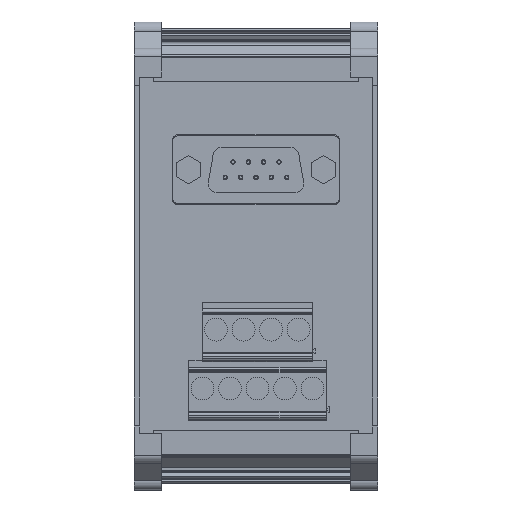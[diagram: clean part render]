
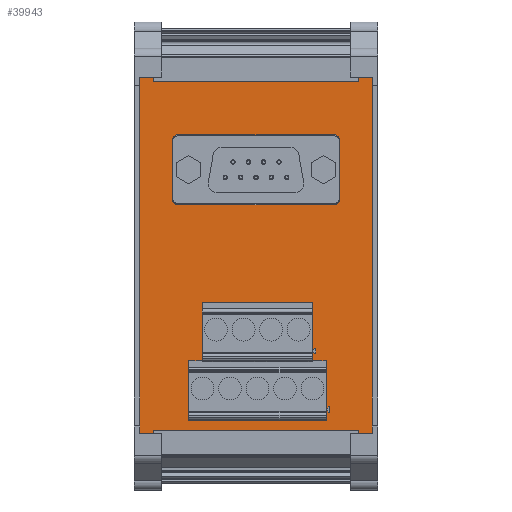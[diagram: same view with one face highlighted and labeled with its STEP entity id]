
A CAD part, top view. The second image highlights one B-rep face of the part: STEP entity #39943.
In plain terms, the highlighted planar face has unit normal (0, 0, 1).
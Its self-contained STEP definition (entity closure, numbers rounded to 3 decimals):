
#39745=AXIS2_PLACEMENT_3D('Plane Axis2P3D',#39742,#39743,#39744) ;
#39783=AXIS2_PLACEMENT_3D('Circle Axis2P3D',#39781,#39782,$) ;
#39792=AXIS2_PLACEMENT_3D('Circle Axis2P3D',#39790,#39791,$) ;
#39801=AXIS2_PLACEMENT_3D('Circle Axis2P3D',#39799,#39800,$) ;
#39810=AXIS2_PLACEMENT_3D('Circle Axis2P3D',#39808,#39809,$) ;
#39819=AXIS2_PLACEMENT_3D('Circle Axis2P3D',#39817,#39818,$) ;
#39828=AXIS2_PLACEMENT_3D('Circle Axis2P3D',#39826,#39827,$) ;
#39837=AXIS2_PLACEMENT_3D('Circle Axis2P3D',#39835,#39836,$) ;
#39846=AXIS2_PLACEMENT_3D('Circle Axis2P3D',#39844,#39845,$) ;
#39855=AXIS2_PLACEMENT_3D('Circle Axis2P3D',#39853,#39854,$) ;
#39864=AXIS2_PLACEMENT_3D('Circle Axis2P3D',#39862,#39863,$) ;
#39873=AXIS2_PLACEMENT_3D('Circle Axis2P3D',#39871,#39872,$) ;
#39882=AXIS2_PLACEMENT_3D('Circle Axis2P3D',#39880,#39881,$) ;
#39891=AXIS2_PLACEMENT_3D('Circle Axis2P3D',#39889,#39890,$) ;
#39900=AXIS2_PLACEMENT_3D('Circle Axis2P3D',#39898,#39899,$) ;
#39909=AXIS2_PLACEMENT_3D('Circle Axis2P3D',#39907,#39908,$) ;
#39918=AXIS2_PLACEMENT_3D('Circle Axis2P3D',#39916,#39917,$) ;
#39927=AXIS2_PLACEMENT_3D('Circle Axis2P3D',#39925,#39926,$) ;
#39936=AXIS2_PLACEMENT_3D('Circle Axis2P3D',#39934,#39935,$) ;
#39742=CARTESIAN_POINT('Axis2P3D Location',(22.5,77.1,36.952)) ;
#39747=CARTESIAN_POINT('Line Origine',(22.5,9.3,36.952)) ;
#39751=CARTESIAN_POINT('Vertex',(44.,9.3,36.952)) ;
#39753=CARTESIAN_POINT('Vertex',(1.,9.3,36.952)) ;
#39756=CARTESIAN_POINT('Line Origine',(44.,43.2,36.952)) ;
#39760=CARTESIAN_POINT('Vertex',(44.,77.1,36.952)) ;
#39763=CARTESIAN_POINT('Line Origine',(22.5,77.1,36.952)) ;
#39767=CARTESIAN_POINT('Vertex',(1.,77.1,36.952)) ;
#39770=CARTESIAN_POINT('Line Origine',(1.,43.2,36.952)) ;
#39781=CARTESIAN_POINT('Axis2P3D Location',(26.76,60.52,36.952)) ;
#39785=CARTESIAN_POINT('Vertex',(27.06,60.52,36.952)) ;
#39787=CARTESIAN_POINT('Vertex',(26.46,60.52,36.952)) ;
#39790=CARTESIAN_POINT('Axis2P3D Location',(26.76,60.52,36.952)) ;
#39799=CARTESIAN_POINT('Axis2P3D Location',(23.92,60.52,36.952)) ;
#39803=CARTESIAN_POINT('Vertex',(24.22,60.52,36.952)) ;
#39805=CARTESIAN_POINT('Vertex',(23.62,60.52,36.952)) ;
#39808=CARTESIAN_POINT('Axis2P3D Location',(23.92,60.52,36.952)) ;
#39817=CARTESIAN_POINT('Axis2P3D Location',(21.08,60.52,36.952)) ;
#39821=CARTESIAN_POINT('Vertex',(21.38,60.52,36.952)) ;
#39823=CARTESIAN_POINT('Vertex',(20.78,60.52,36.952)) ;
#39826=CARTESIAN_POINT('Axis2P3D Location',(21.08,60.52,36.952)) ;
#39835=CARTESIAN_POINT('Axis2P3D Location',(16.82,57.68,36.952)) ;
#39839=CARTESIAN_POINT('Vertex',(16.52,57.68,36.952)) ;
#39841=CARTESIAN_POINT('Vertex',(17.12,57.68,36.952)) ;
#39844=CARTESIAN_POINT('Axis2P3D Location',(16.82,57.68,36.952)) ;
#39853=CARTESIAN_POINT('Axis2P3D Location',(18.24,60.52,36.952)) ;
#39857=CARTESIAN_POINT('Vertex',(17.94,60.52,36.952)) ;
#39859=CARTESIAN_POINT('Vertex',(18.54,60.52,36.952)) ;
#39862=CARTESIAN_POINT('Axis2P3D Location',(18.24,60.52,36.952)) ;
#39871=CARTESIAN_POINT('Axis2P3D Location',(19.66,57.68,36.952)) ;
#39875=CARTESIAN_POINT('Vertex',(19.36,57.68,36.952)) ;
#39877=CARTESIAN_POINT('Vertex',(19.96,57.68,36.952)) ;
#39880=CARTESIAN_POINT('Axis2P3D Location',(19.66,57.68,36.952)) ;
#39889=CARTESIAN_POINT('Axis2P3D Location',(22.5,57.68,36.952)) ;
#39893=CARTESIAN_POINT('Vertex',(22.2,57.68,36.952)) ;
#39895=CARTESIAN_POINT('Vertex',(22.8,57.68,36.952)) ;
#39898=CARTESIAN_POINT('Axis2P3D Location',(22.5,57.68,36.952)) ;
#39907=CARTESIAN_POINT('Axis2P3D Location',(25.34,57.68,36.952)) ;
#39911=CARTESIAN_POINT('Vertex',(25.04,57.68,36.952)) ;
#39913=CARTESIAN_POINT('Vertex',(25.64,57.68,36.952)) ;
#39916=CARTESIAN_POINT('Axis2P3D Location',(25.34,57.68,36.952)) ;
#39925=CARTESIAN_POINT('Axis2P3D Location',(28.18,57.68,36.952)) ;
#39929=CARTESIAN_POINT('Vertex',(27.88,57.68,36.952)) ;
#39931=CARTESIAN_POINT('Vertex',(28.48,57.68,36.952)) ;
#39934=CARTESIAN_POINT('Axis2P3D Location',(28.18,57.68,36.952)) ;
#39743=DIRECTION('Axis2P3D Direction',(-0.,-0.,-1.)) ;
#39744=DIRECTION('Axis2P3D XDirection',(0.,-1.,0.)) ;
#39748=DIRECTION('Vector Direction',(-1.,0.,0.)) ;
#39757=DIRECTION('Vector Direction',(0.,-1.,0.)) ;
#39764=DIRECTION('Vector Direction',(-1.,0.,0.)) ;
#39771=DIRECTION('Vector Direction',(0.,-1.,0.)) ;
#39782=DIRECTION('Axis2P3D Direction',(-0.,-0.,-1.)) ;
#39791=DIRECTION('Axis2P3D Direction',(-0.,-0.,-1.)) ;
#39800=DIRECTION('Axis2P3D Direction',(-0.,-0.,-1.)) ;
#39809=DIRECTION('Axis2P3D Direction',(-0.,-0.,-1.)) ;
#39818=DIRECTION('Axis2P3D Direction',(-0.,-0.,-1.)) ;
#39827=DIRECTION('Axis2P3D Direction',(-0.,-0.,-1.)) ;
#39836=DIRECTION('Axis2P3D Direction',(-0.,-0.,-1.)) ;
#39845=DIRECTION('Axis2P3D Direction',(-0.,-0.,-1.)) ;
#39854=DIRECTION('Axis2P3D Direction',(-0.,-0.,-1.)) ;
#39863=DIRECTION('Axis2P3D Direction',(-0.,-0.,-1.)) ;
#39872=DIRECTION('Axis2P3D Direction',(-0.,-0.,-1.)) ;
#39881=DIRECTION('Axis2P3D Direction',(-0.,-0.,-1.)) ;
#39890=DIRECTION('Axis2P3D Direction',(-0.,-0.,-1.)) ;
#39899=DIRECTION('Axis2P3D Direction',(-0.,-0.,-1.)) ;
#39908=DIRECTION('Axis2P3D Direction',(-0.,-0.,-1.)) ;
#39917=DIRECTION('Axis2P3D Direction',(-0.,-0.,-1.)) ;
#39926=DIRECTION('Axis2P3D Direction',(-0.,-0.,-1.)) ;
#39935=DIRECTION('Axis2P3D Direction',(-0.,-0.,-1.)) ;
#39749=VECTOR('Line Direction',#39748,1.) ;
#39758=VECTOR('Line Direction',#39757,1.) ;
#39765=VECTOR('Line Direction',#39764,1.) ;
#39772=VECTOR('Line Direction',#39771,1.) ;
#39776=ORIENTED_EDGE('',*,*,#39755,.F.) ;
#39777=ORIENTED_EDGE('',*,*,#39762,.T.) ;
#39778=ORIENTED_EDGE('',*,*,#39769,.T.) ;
#39779=ORIENTED_EDGE('',*,*,#39774,.F.) ;
#39796=ORIENTED_EDGE('',*,*,#39789,.T.) ;
#39797=ORIENTED_EDGE('',*,*,#39794,.T.) ;
#39814=ORIENTED_EDGE('',*,*,#39807,.T.) ;
#39815=ORIENTED_EDGE('',*,*,#39812,.T.) ;
#39832=ORIENTED_EDGE('',*,*,#39825,.T.) ;
#39833=ORIENTED_EDGE('',*,*,#39830,.T.) ;
#39850=ORIENTED_EDGE('',*,*,#39843,.T.) ;
#39851=ORIENTED_EDGE('',*,*,#39848,.T.) ;
#39868=ORIENTED_EDGE('',*,*,#39861,.T.) ;
#39869=ORIENTED_EDGE('',*,*,#39866,.T.) ;
#39886=ORIENTED_EDGE('',*,*,#39879,.T.) ;
#39887=ORIENTED_EDGE('',*,*,#39884,.T.) ;
#39904=ORIENTED_EDGE('',*,*,#39897,.T.) ;
#39905=ORIENTED_EDGE('',*,*,#39902,.T.) ;
#39922=ORIENTED_EDGE('',*,*,#39915,.T.) ;
#39923=ORIENTED_EDGE('',*,*,#39920,.T.) ;
#39940=ORIENTED_EDGE('',*,*,#39933,.T.) ;
#39941=ORIENTED_EDGE('',*,*,#39938,.T.) ;
#39798=FACE_BOUND('',#39795,.T.) ;
#39816=FACE_BOUND('',#39813,.T.) ;
#39834=FACE_BOUND('',#39831,.T.) ;
#39852=FACE_BOUND('',#39849,.T.) ;
#39870=FACE_BOUND('',#39867,.T.) ;
#39888=FACE_BOUND('',#39885,.T.) ;
#39906=FACE_BOUND('',#39903,.T.) ;
#39924=FACE_BOUND('',#39921,.T.) ;
#39942=FACE_BOUND('',#39939,.T.) ;
#39943=ADVANCED_FACE('_LP RS SD 9B_S 4053730000',(#39780,#39798,#39816,#39834,#39852,#39870,#39888,#39906,#39924,#39942),#39746,.F.) ;
#39784=CIRCLE('generated circle',#39783,0.3) ;
#39793=CIRCLE('generated circle',#39792,0.3) ;
#39802=CIRCLE('generated circle',#39801,0.3) ;
#39811=CIRCLE('generated circle',#39810,0.3) ;
#39820=CIRCLE('generated circle',#39819,0.3) ;
#39829=CIRCLE('generated circle',#39828,0.3) ;
#39838=CIRCLE('generated circle',#39837,0.3) ;
#39847=CIRCLE('generated circle',#39846,0.3) ;
#39856=CIRCLE('generated circle',#39855,0.3) ;
#39865=CIRCLE('generated circle',#39864,0.3) ;
#39874=CIRCLE('generated circle',#39873,0.3) ;
#39883=CIRCLE('generated circle',#39882,0.3) ;
#39892=CIRCLE('generated circle',#39891,0.3) ;
#39901=CIRCLE('generated circle',#39900,0.3) ;
#39910=CIRCLE('generated circle',#39909,0.3) ;
#39919=CIRCLE('generated circle',#39918,0.3) ;
#39928=CIRCLE('generated circle',#39927,0.3) ;
#39937=CIRCLE('generated circle',#39936,0.3) ;
#39755=EDGE_CURVE('',#39752,#39754,#39750,.T.) ;
#39762=EDGE_CURVE('',#39752,#39761,#39759,.F.) ;
#39769=EDGE_CURVE('',#39761,#39768,#39766,.T.) ;
#39774=EDGE_CURVE('',#39754,#39768,#39773,.F.) ;
#39789=EDGE_CURVE('',#39786,#39788,#39784,.T.) ;
#39794=EDGE_CURVE('',#39788,#39786,#39793,.T.) ;
#39807=EDGE_CURVE('',#39804,#39806,#39802,.T.) ;
#39812=EDGE_CURVE('',#39806,#39804,#39811,.T.) ;
#39825=EDGE_CURVE('',#39822,#39824,#39820,.T.) ;
#39830=EDGE_CURVE('',#39824,#39822,#39829,.T.) ;
#39843=EDGE_CURVE('',#39840,#39842,#39838,.T.) ;
#39848=EDGE_CURVE('',#39842,#39840,#39847,.T.) ;
#39861=EDGE_CURVE('',#39858,#39860,#39856,.T.) ;
#39866=EDGE_CURVE('',#39860,#39858,#39865,.T.) ;
#39879=EDGE_CURVE('',#39876,#39878,#39874,.T.) ;
#39884=EDGE_CURVE('',#39878,#39876,#39883,.T.) ;
#39897=EDGE_CURVE('',#39894,#39896,#39892,.T.) ;
#39902=EDGE_CURVE('',#39896,#39894,#39901,.T.) ;
#39915=EDGE_CURVE('',#39912,#39914,#39910,.T.) ;
#39920=EDGE_CURVE('',#39914,#39912,#39919,.T.) ;
#39933=EDGE_CURVE('',#39930,#39932,#39928,.T.) ;
#39938=EDGE_CURVE('',#39932,#39930,#39937,.T.) ;
#39775=EDGE_LOOP('',(#39776,#39777,#39778,#39779)) ;
#39795=EDGE_LOOP('',(#39796,#39797)) ;
#39813=EDGE_LOOP('',(#39814,#39815)) ;
#39831=EDGE_LOOP('',(#39832,#39833)) ;
#39849=EDGE_LOOP('',(#39850,#39851)) ;
#39867=EDGE_LOOP('',(#39868,#39869)) ;
#39885=EDGE_LOOP('',(#39886,#39887)) ;
#39903=EDGE_LOOP('',(#39904,#39905)) ;
#39921=EDGE_LOOP('',(#39922,#39923)) ;
#39939=EDGE_LOOP('',(#39940,#39941)) ;
#39780=FACE_OUTER_BOUND('',#39775,.T.) ;
#39750=LINE('Line',#39747,#39749) ;
#39759=LINE('Line',#39756,#39758) ;
#39766=LINE('Line',#39763,#39765) ;
#39773=LINE('Line',#39770,#39772) ;
#39746=PLANE('',#39745) ;
#39752=VERTEX_POINT('',#39751) ;
#39754=VERTEX_POINT('',#39753) ;
#39761=VERTEX_POINT('',#39760) ;
#39768=VERTEX_POINT('',#39767) ;
#39786=VERTEX_POINT('',#39785) ;
#39788=VERTEX_POINT('',#39787) ;
#39804=VERTEX_POINT('',#39803) ;
#39806=VERTEX_POINT('',#39805) ;
#39822=VERTEX_POINT('',#39821) ;
#39824=VERTEX_POINT('',#39823) ;
#39840=VERTEX_POINT('',#39839) ;
#39842=VERTEX_POINT('',#39841) ;
#39858=VERTEX_POINT('',#39857) ;
#39860=VERTEX_POINT('',#39859) ;
#39876=VERTEX_POINT('',#39875) ;
#39878=VERTEX_POINT('',#39877) ;
#39894=VERTEX_POINT('',#39893) ;
#39896=VERTEX_POINT('',#39895) ;
#39912=VERTEX_POINT('',#39911) ;
#39914=VERTEX_POINT('',#39913) ;
#39930=VERTEX_POINT('',#39929) ;
#39932=VERTEX_POINT('',#39931) ;
